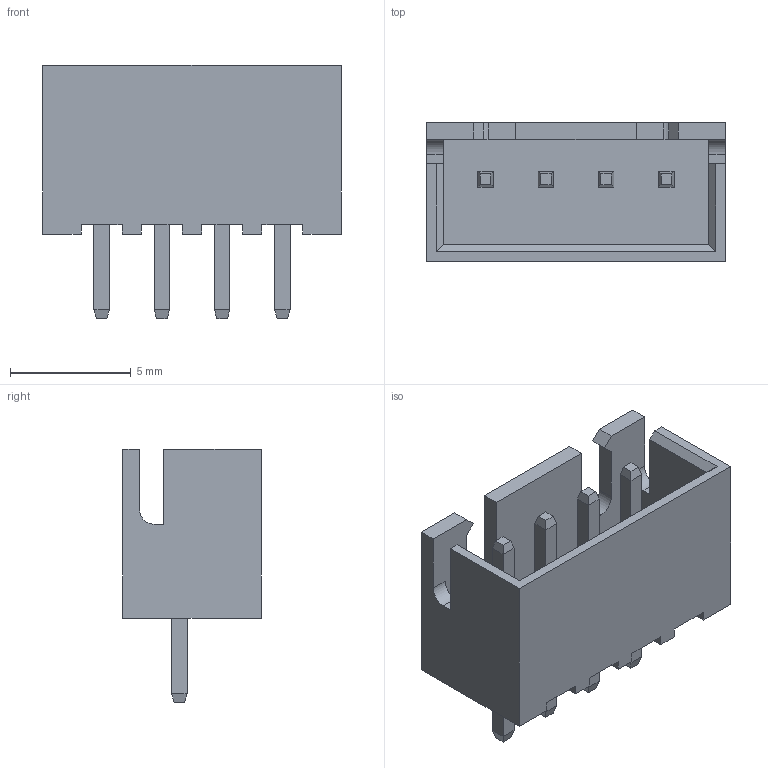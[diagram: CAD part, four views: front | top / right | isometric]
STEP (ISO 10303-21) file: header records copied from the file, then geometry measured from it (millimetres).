
FILE_DESCRIPTION(('STEP AP214'), '1');
FILE_NAME('BxB-XH-A', '', ('UNSPECIFIED'), ('UNSPECIFIED'), 'ASCON STEP Converter 1.6', 'ASCON Math Kernel', '');
FILE_SCHEMA(('AUTOMOTIVE_DESIGN { 1 0 10303 214 3 1 1}'));
Length unit declared in the file: millimetre
Bounding box: 12.4 x 5.75 x 10.5 mm (x, y, z)
Volume: 243.9 mm3; surface area: 625.1 mm2
Topology: 1 solids, 1 shells, 123 faces, 305 edges, 192 vertices
Faces by surface type: plane 119, cylinder 4
Entity records: 4559 total; most frequent: CARTESIAN_POINT 621, ORIENTED_EDGE 610, DIRECTION 561, EDGE_CURVE 305, LINE 297, VECTOR 297, VERTEX_POINT 192, AXIS2_PLACEMENT_3D 132
